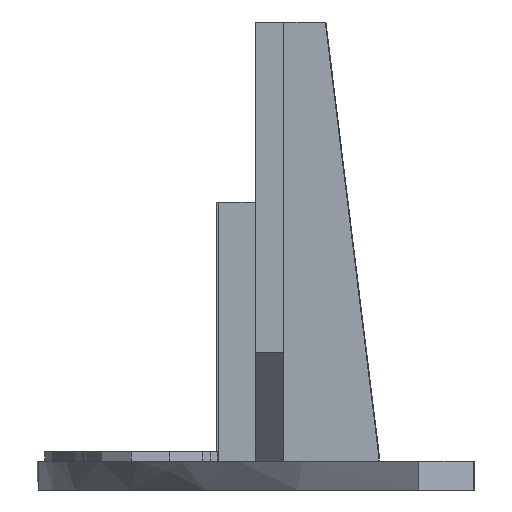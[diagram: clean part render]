
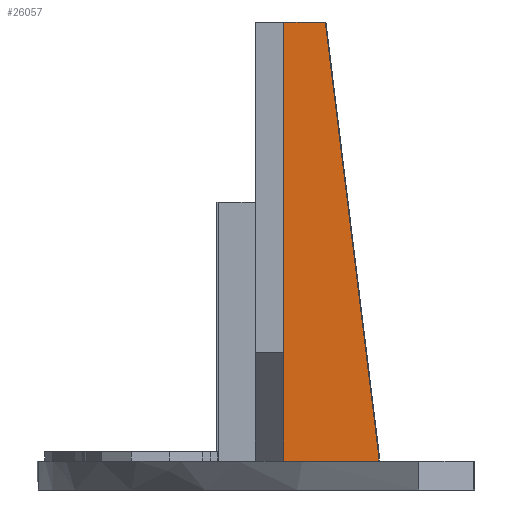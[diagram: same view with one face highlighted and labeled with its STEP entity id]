
A CAD part, front view. The second image highlights one B-rep face of the part: STEP entity #26057.
In plain terms, the highlighted planar face has unit normal (-0.001, -1, 0).
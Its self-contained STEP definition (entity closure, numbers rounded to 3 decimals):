
#1216=PLANE('',#27233);
#2642=FACE_OUTER_BOUND('',#3978,.T.);
#3978=EDGE_LOOP('',(#24623,#24624,#24625,#24626,#24627,#24628,#24629,#24630,
#24631));
#7097=LINE('',#41171,#10525);
#7298=LINE('',#41668,#10726);
#7300=LINE('',#41673,#10728);
#7302=LINE('',#41677,#10730);
#7310=LINE('',#41695,#10738);
#7348=LINE('',#41774,#10776);
#7353=LINE('',#41784,#10781);
#7373=LINE('',#41822,#10801);
#7384=LINE('',#41841,#10812);
#10525=VECTOR('',#32382,10.);
#10726=VECTOR('',#32761,10.);
#10728=VECTOR('',#32765,10.);
#10730=VECTOR('',#32769,10.);
#10738=VECTOR('',#32781,10.);
#10776=VECTOR('',#32849,10.);
#10781=VECTOR('',#32860,10.);
#10801=VECTOR('',#32892,10.);
#10812=VECTOR('',#32911,10.);
#13270=VERTEX_POINT('',#41168);
#13271=VERTEX_POINT('',#41170);
#13416=VERTEX_POINT('',#41662);
#13418=VERTEX_POINT('',#41666);
#13419=VERTEX_POINT('',#41670);
#13420=VERTEX_POINT('',#41672);
#13421=VERTEX_POINT('',#41676);
#13456=VERTEX_POINT('',#41781);
#13469=VERTEX_POINT('',#41820);
#16875=EDGE_CURVE('',#13271,#13270,#7097,.T.);
#17087=EDGE_CURVE('',#13418,#13416,#7298,.T.);
#17089=EDGE_CURVE('',#13420,#13419,#7300,.T.);
#17091=EDGE_CURVE('',#13421,#13420,#7302,.T.);
#17101=EDGE_CURVE('',#13418,#13271,#7310,.T.);
#17143=EDGE_CURVE('',#13416,#13419,#7348,.T.);
#17148=EDGE_CURVE('',#13456,#13270,#7353,.T.);
#17168=EDGE_CURVE('',#13456,#13469,#7373,.T.);
#17179=EDGE_CURVE('',#13421,#13469,#7384,.T.);
#24623=ORIENTED_EDGE('',*,*,#17168,.T.);
#24624=ORIENTED_EDGE('',*,*,#17179,.F.);
#24625=ORIENTED_EDGE('',*,*,#17091,.T.);
#24626=ORIENTED_EDGE('',*,*,#17089,.T.);
#24627=ORIENTED_EDGE('',*,*,#17143,.F.);
#24628=ORIENTED_EDGE('',*,*,#17087,.F.);
#24629=ORIENTED_EDGE('',*,*,#17101,.T.);
#24630=ORIENTED_EDGE('',*,*,#16875,.T.);
#24631=ORIENTED_EDGE('',*,*,#17148,.F.);
#26057=ADVANCED_FACE('',(#2642),#1216,.T.);
#27233=AXIS2_PLACEMENT_3D('',#41951,#32970,#32971);
#32382=DIRECTION('',(1.,-0.001,0.));
#32761=DIRECTION('',(-1.,0.001,0.));
#32765=DIRECTION('',(-1.,0.001,0.));
#32769=DIRECTION('',(0.,0.,-1.));
#32781=DIRECTION('',(0.,0.,-1.));
#32849=DIRECTION('',(0.,0.,1.));
#32860=DIRECTION('',(0.,0.,-1.));
#32892=DIRECTION('',(-0.122,0.,0.992));
#32911=DIRECTION('',(1.,-0.001,0.));
#32970=DIRECTION('center_axis',(-0.001,-1.,
0.));
#32971=DIRECTION('ref_axis',(1.,-0.001,0.));
#41168=CARTESIAN_POINT('',(30.026,-91.683,12.4));
#41170=CARTESIAN_POINT('',(22.112,-91.674,12.4));
#41171=CARTESIAN_POINT('',(68.826,-91.727,12.4));
#41662=CARTESIAN_POINT('',(19.736,-91.671,30.));
#41666=CARTESIAN_POINT('',(22.112,-91.674,30.));
#41668=CARTESIAN_POINT('',(22.112,-91.674,30.));
#41670=CARTESIAN_POINT('',(19.736,-91.671,39.186));
#41672=CARTESIAN_POINT('',(22.112,-91.674,39.186));
#41673=CARTESIAN_POINT('',(22.112,-91.674,39.186));
#41676=CARTESIAN_POINT('',(22.112,-91.674,49.));
#41677=CARTESIAN_POINT('',(22.112,-91.674,14.));
#41695=CARTESIAN_POINT('',(22.112,-91.674,14.));
#41774=CARTESIAN_POINT('',(19.736,-91.671,26.593));
#41781=CARTESIAN_POINT('',(30.026,-91.683,12.8));
#41784=CARTESIAN_POINT('',(30.026,-91.683,12.8));
#41820=CARTESIAN_POINT('',(25.565,-91.678,49.));
#41822=CARTESIAN_POINT('',(29.894,-91.683,13.871));
#41841=CARTESIAN_POINT('',(22.112,-91.674,49.));
#41951=CARTESIAN_POINT('Origin',(22.112,-91.674,14.));
